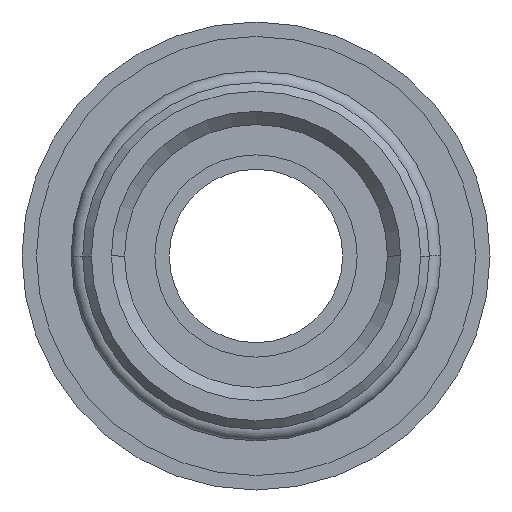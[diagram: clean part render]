
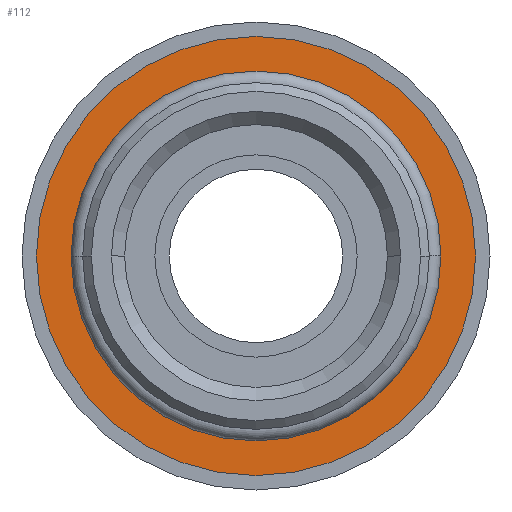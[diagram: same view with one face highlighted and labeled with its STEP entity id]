
A CAD part, front view. The second image highlights one B-rep face of the part: STEP entity #112.
In plain terms, the highlighted planar face has unit normal (0, -1, 0).
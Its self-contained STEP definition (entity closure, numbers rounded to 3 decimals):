
#112=ADVANCED_FACE('',(#281,#282),#283,.T.);
#281=FACE_OUTER_BOUND('',#518,.T.);
#282=FACE_BOUND('',#519,.T.);
#283=PLANE('',#520);
#518=EDGE_LOOP('',(#790,#791));
#519=EDGE_LOOP('',(#792,#793));
#520=AXIS2_PLACEMENT_3D('',#794,#795,#796);
#790=ORIENTED_EDGE('',*,*,#1347,.F.);
#791=ORIENTED_EDGE('',*,*,#1348,.F.);
#792=ORIENTED_EDGE('',*,*,#1349,.T.);
#793=ORIENTED_EDGE('',*,*,#1350,.T.);
#794=CARTESIAN_POINT('',(6.8,4.0,0.0));
#795=DIRECTION('',(-0.0,-1.0,-0.0));
#796=DIRECTION('',(-1.0,0.0,0.0));
#1347=EDGE_CURVE('',#1594,#1595,#1596,.T.);
#1348=EDGE_CURVE('',#1595,#1594,#1597,.T.);
#1349=EDGE_CURVE('',#1598,#1599,#1600,.T.);
#1350=EDGE_CURVE('',#1599,#1598,#1601,.T.);
#1594=VERTEX_POINT('',#1971);
#1595=VERTEX_POINT('',#1972);
#1596=CIRCLE('',#1973,7.6);
#1597=CIRCLE('',#1974,7.6);
#1598=VERTEX_POINT('',#1975);
#1599=VERTEX_POINT('',#1976);
#1600=CIRCLE('',#1977,6.0);
#1601=CIRCLE('',#1978,6.0);
#1971=CARTESIAN_POINT('',(7.6,4.0,0.0));
#1972=CARTESIAN_POINT('',(-7.6,4.0,0.));
#1973=AXIS2_PLACEMENT_3D('',#2505,#2506,#2507);
#1974=AXIS2_PLACEMENT_3D('',#2508,#2509,#2510);
#1975=CARTESIAN_POINT('',(6.0,4.0,0.0));
#1976=CARTESIAN_POINT('',(-6.0,4.0,0.));
#1977=AXIS2_PLACEMENT_3D('',#2511,#2512,#2513);
#1978=AXIS2_PLACEMENT_3D('',#2514,#2515,#2516);
#2505=CARTESIAN_POINT('',(0.0,4.0,0.0));
#2506=DIRECTION('',(-0.0,1.0,0.0));
#2507=DIRECTION('',(1.0,0.0,0.0));
#2508=CARTESIAN_POINT('',(0.0,4.0,0.0));
#2509=DIRECTION('',(-0.0,1.0,0.0));
#2510=DIRECTION('',(1.0,0.0,0.0));
#2511=CARTESIAN_POINT('',(0.0,4.0,0.0));
#2512=DIRECTION('',(-0.0,1.0,0.0));
#2513=DIRECTION('',(1.0,0.0,0.0));
#2514=CARTESIAN_POINT('',(0.0,4.0,0.0));
#2515=DIRECTION('',(-0.0,1.0,0.0));
#2516=DIRECTION('',(1.0,0.0,0.0));
